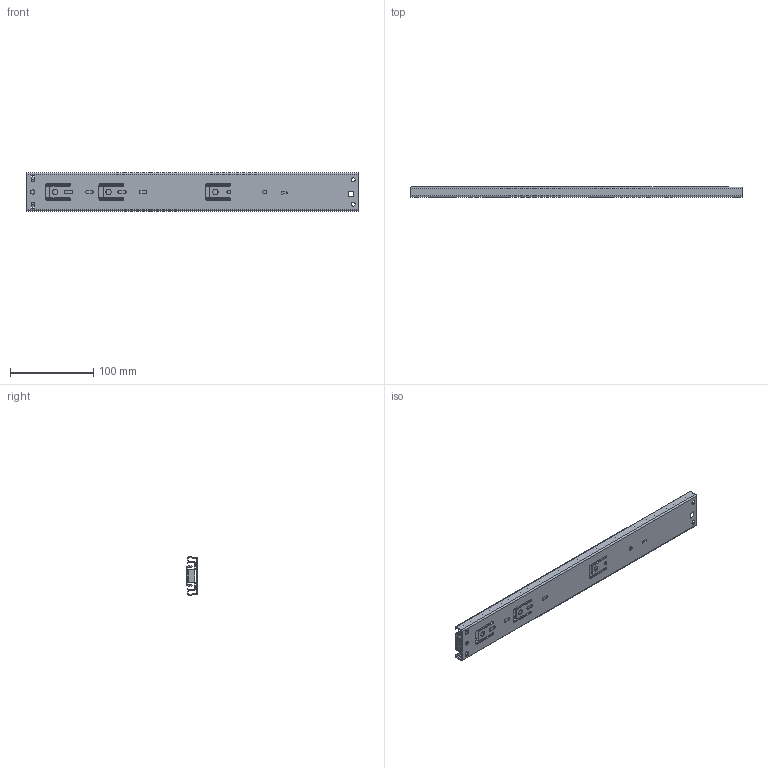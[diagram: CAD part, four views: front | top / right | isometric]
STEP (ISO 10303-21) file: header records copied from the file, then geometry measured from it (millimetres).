
FILE_DESCRIPTION (( 'STEP AP214' ), '1' );
FILE_NAME ('F002915-CLOSED_3D.step', '2022-06-06T11:47:50', ( '' ), ( '' ), 'SwSTEP 2.0', 'SolidWorks 2020', '' );
FILE_SCHEMA (( 'AUTOMOTIVE_DESIGN' ));
Length unit declared in the file: millimetre
Products named in the file (4): NB48-stredni s tlumenim 400; NB48-Vnejsi s tlumenim 400 mm; NB48-vnitrni s tlumenim 400 mm; F002915-CLOSED_3D
Assembly tree (3 placements, depth 2):
  F002915-CLOSED_3D
    NB48-Vnejsi s tlumenim 400 mm
    NB48-stredni s tlumenim 400
    NB48-vnitrni s tlumenim 400 mm
Bounding box: 398 x 12.7 x 45.7 mm (x, y, z)
Volume: 70459.2 mm3; surface area: 114840.9 mm2
Topology: 3 solids, 3 shells, 232 faces, 676 edges, 450 vertices
Faces by surface type: cylinder 127, plane 105
Entity records: 8032 total; most frequent: DIRECTION 1406, CARTESIAN_POINT 1364, ORIENTED_EDGE 1352, EDGE_CURVE 676, AXIS2_PLACEMENT_3D 492, VERTEX_POINT 450, LINE 422, VECTOR 422
